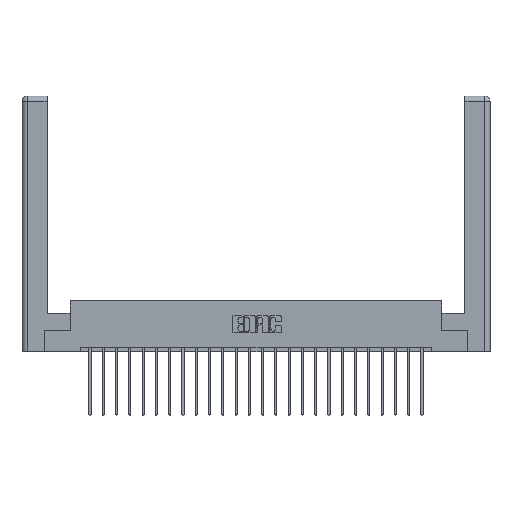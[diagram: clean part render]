
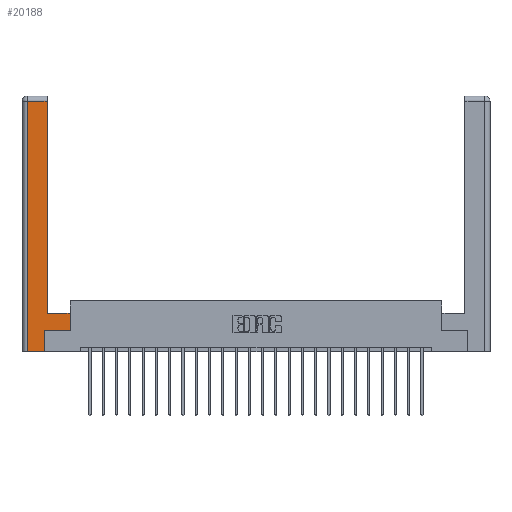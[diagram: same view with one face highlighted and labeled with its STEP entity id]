
A CAD part, top view. The second image highlights one B-rep face of the part: STEP entity #20188.
In plain terms, the highlighted planar face has unit normal (0, 0, 1).
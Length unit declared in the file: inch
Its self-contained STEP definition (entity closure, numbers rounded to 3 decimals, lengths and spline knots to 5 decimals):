
#319 = CARTESIAN_POINT ( 'NONE',  ( 0.295, 3., 0. ) ) ;
#1256 = VERTEX_POINT ( 'NONE', #20048 ) ;
#1562 = ORIENTED_EDGE ( 'NONE', *, *, #19592, .T. ) ;
#1636 = CARTESIAN_POINT ( 'NONE',  ( 0.295, 0.45, 0. ) ) ;
#1724 = LINE ( 'NONE', #1738, #8378 ) ;
#1738 = CARTESIAN_POINT ( 'NONE',  ( 0.265, 0., 0. ) ) ;
#1745 = EDGE_LOOP ( 'NONE', ( #14336, #10132, #1562, #2722, #2197, #23996, #9853, #6137 ) ) ;
#2197 = ORIENTED_EDGE ( 'NONE', *, *, #7276, .T. ) ;
#2391 = VERTEX_POINT ( 'NONE', #8310 ) ;
#2475 = DIRECTION ( 'NONE',  ( 0., 1., 0. ) ) ;
#2681 = DIRECTION ( 'NONE',  ( 0., -1., 0. ) ) ;
#2722 = ORIENTED_EDGE ( 'NONE', *, *, #7319, .T. ) ;
#2794 = VERTEX_POINT ( 'NONE', #13698 ) ;
#2834 = CARTESIAN_POINT ( 'NONE',  ( 0., 0., 0. ) ) ;
#3166 = PLANE ( 'NONE',  #21280 ) ;
#4182 = LINE ( 'NONE', #14520, #16458 ) ;
#5201 = CARTESIAN_POINT ( 'NONE',  ( 0.565, 0.45, 0. ) ) ;
#5928 = CARTESIAN_POINT ( 'NONE',  ( 0.565, 0.245, 0. ) ) ;
#6137 = ORIENTED_EDGE ( 'NONE', *, *, #12010, .T. ) ;
#6786 = VECTOR ( 'NONE', #16143, 39.37008 ) ;
#6795 = DIRECTION ( 'NONE',  ( 0., 0., -1. ) ) ;
#6953 = LINE ( 'NONE', #1636, #12027 ) ;
#6988 = VECTOR ( 'NONE', #2475, 39.37008 ) ;
#7276 = EDGE_CURVE ( 'NONE', #21539, #2391, #4182, .T. ) ;
#7319 = EDGE_CURVE ( 'NONE', #1256, #21539, #1724, .T. ) ;
#7668 = CARTESIAN_POINT ( 'NONE',  ( 0.565, 0.245, 0. ) ) ;
#8185 = LINE ( 'NONE', #21905, #6988 ) ;
#8310 = CARTESIAN_POINT ( 'NONE',  ( 0.265, 0.245, 0. ) ) ;
#8378 = VECTOR ( 'NONE', #20980, 39.37008 ) ;
#8481 = VECTOR ( 'NONE', #15228, 39.37008 ) ;
#8535 = CARTESIAN_POINT ( 'NONE',  ( 0.0615, 0., 0. ) ) ;
#8626 = DIRECTION ( 'NONE',  ( -1., 0., 0. ) ) ;
#9018 = EDGE_CURVE ( 'NONE', #2391, #21603, #10956, .T. ) ;
#9853 = ORIENTED_EDGE ( 'NONE', *, *, #19197, .T. ) ;
#10132 = ORIENTED_EDGE ( 'NONE', *, *, #18848, .T. ) ;
#10661 = VECTOR ( 'NONE', #13763, 39.37008 ) ;
#10846 = LINE ( 'NONE', #8535, #18368 ) ;
#10956 = LINE ( 'NONE', #5928, #6786 ) ;
#11433 = CARTESIAN_POINT ( 'NONE',  ( 0.0615, 2.94, 0. ) ) ;
#12010 = EDGE_CURVE ( 'NONE', #17286, #13186, #6953, .T. ) ;
#12027 = VECTOR ( 'NONE', #15243, 39.37008 ) ;
#13186 = VERTEX_POINT ( 'NONE', #16584 ) ;
#13292 = CARTESIAN_POINT ( 'NONE',  ( 0.0615, 2.94, 0. ) ) ;
#13575 = LINE ( 'NONE', #13292, #8481 ) ;
#13698 = CARTESIAN_POINT ( 'NONE',  ( 0.295, 2.94, 0. ) ) ;
#13763 = DIRECTION ( 'NONE',  ( 0., 1., 0. ) ) ;
#14336 = ORIENTED_EDGE ( 'NONE', *, *, #17659, .T. ) ;
#14520 = CARTESIAN_POINT ( 'NONE',  ( 0.265, 0.245, 0. ) ) ;
#15228 = DIRECTION ( 'NONE',  ( -1., 0., 0. ) ) ;
#15243 = DIRECTION ( 'NONE',  ( -1., 0., 0. ) ) ;
#15611 = VERTEX_POINT ( 'NONE', #11433 ) ;
#16143 = DIRECTION ( 'NONE',  ( 1., 0., 0. ) ) ;
#16379 = DIRECTION ( 'NONE',  ( 0., 1., 0. ) ) ;
#16458 = VECTOR ( 'NONE', #16379, 39.37008 ) ;
#16584 = CARTESIAN_POINT ( 'NONE',  ( 0.295, 0.45, 0. ) ) ;
#17286 = VERTEX_POINT ( 'NONE', #5201 ) ;
#17659 = EDGE_CURVE ( 'NONE', #13186, #2794, #22117, .T. ) ;
#18368 = VECTOR ( 'NONE', #2681, 39.37008 ) ;
#18636 = FACE_OUTER_BOUND ( 'NONE', #1745, .T. ) ;
#18848 = EDGE_CURVE ( 'NONE', #2794, #15611, #13575, .T. ) ;
#19197 = EDGE_CURVE ( 'NONE', #21603, #17286, #8185, .T. ) ;
#19592 = EDGE_CURVE ( 'NONE', #15611, #1256, #10846, .T. ) ;
#20048 = CARTESIAN_POINT ( 'NONE',  ( 0.0615, 0., 0. ) ) ;
#20188 = ADVANCED_FACE ( 'NONE', ( #18636 ), #3166, .F. ) ;
#20980 = DIRECTION ( 'NONE',  ( 1., 0., 0. ) ) ;
#21280 = AXIS2_PLACEMENT_3D ( 'NONE', #2834, #6795, #8626 ) ;
#21539 = VERTEX_POINT ( 'NONE', #24746 ) ;
#21603 = VERTEX_POINT ( 'NONE', #7668 ) ;
#21905 = CARTESIAN_POINT ( 'NONE',  ( 0.565, 0.45, 0. ) ) ;
#22117 = LINE ( 'NONE', #319, #10661 ) ;
#23996 = ORIENTED_EDGE ( 'NONE', *, *, #9018, .T. ) ;
#24746 = CARTESIAN_POINT ( 'NONE',  ( 0.265, 0., 0. ) ) ;
